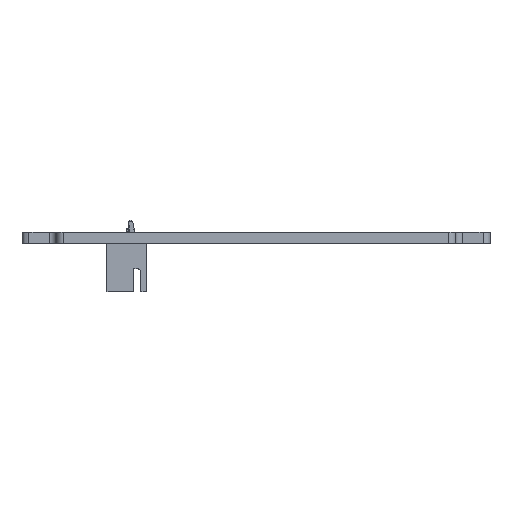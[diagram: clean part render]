
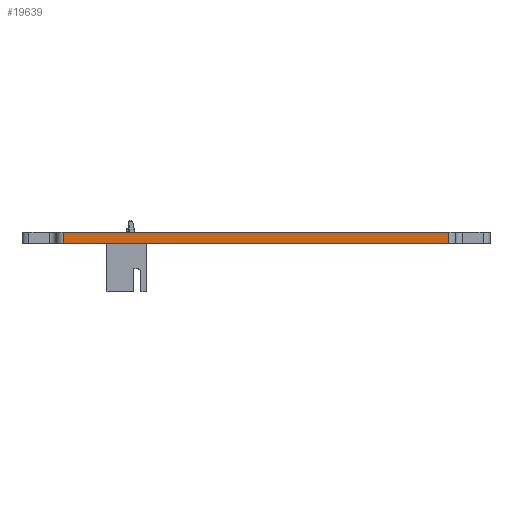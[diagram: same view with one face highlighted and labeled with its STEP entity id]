
A CAD part, front view. The second image highlights one B-rep face of the part: STEP entity #19639.
In plain terms, the highlighted planar face has unit normal (0, -1, 0).
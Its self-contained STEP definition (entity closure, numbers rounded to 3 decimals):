
#18079 = PLANE('',#18080);
#18080 = AXIS2_PLACEMENT_3D('',#18081,#18082,#18083);
#18081 = CARTESIAN_POINT('',(166.5,-47.052,1.6));
#18082 = DIRECTION('',(0.,0.,1.));
#18083 = DIRECTION('',(1.,0.,-0.));
#18133 = PLANE('',#18134);
#18134 = AXIS2_PLACEMENT_3D('',#18135,#18136,#18137);
#18135 = CARTESIAN_POINT('',(166.5,-47.052,0.));
#18136 = DIRECTION('',(0.,0.,1.));
#18137 = DIRECTION('',(1.,0.,-0.));
#18444 = VERTEX_POINT('',#18445);
#18445 = CARTESIAN_POINT('',(138.5,-78.5,0.));
#18460 = CYLINDRICAL_SURFACE('',#18461,1.);
#18461 = AXIS2_PLACEMENT_3D('',#18462,#18463,#18464);
#18462 = CARTESIAN_POINT('',(138.5,-77.5,0.));
#18463 = DIRECTION('',(-0.,-0.,-1.));
#18464 = DIRECTION('',(1.,0.,-0.));
#18472 = EDGE_CURVE('',#18444,#18473,#18475,.T.);
#18473 = VERTEX_POINT('',#18474);
#18474 = CARTESIAN_POINT('',(194.5,-78.5,0.));
#18475 = SURFACE_CURVE('',#18476,(#18480,#18487),.PCURVE_S1.);
#18476 = LINE('',#18477,#18478);
#18477 = CARTESIAN_POINT('',(138.5,-78.5,0.));
#18478 = VECTOR('',#18479,1.);
#18479 = DIRECTION('',(1.,0.,0.));
#18480 = PCURVE('',#18133,#18481);
#18481 = DEFINITIONAL_REPRESENTATION('',(#18482),#18486);
#18482 = LINE('',#18483,#18484);
#18483 = CARTESIAN_POINT('',(-28.,-31.448));
#18484 = VECTOR('',#18485,1.);
#18485 = DIRECTION('',(1.,0.));
#18486 = ( GEOMETRIC_REPRESENTATION_CONTEXT(2) 
PARAMETRIC_REPRESENTATION_CONTEXT() REPRESENTATION_CONTEXT('2D SPACE',''
  ) );
#18487 = PCURVE('',#18488,#18493);
#18488 = PLANE('',#18489);
#18489 = AXIS2_PLACEMENT_3D('',#18490,#18491,#18492);
#18490 = CARTESIAN_POINT('',(138.5,-78.5,0.));
#18491 = DIRECTION('',(0.,1.,0.));
#18492 = DIRECTION('',(1.,0.,0.));
#18493 = DEFINITIONAL_REPRESENTATION('',(#18494),#18498);
#18494 = LINE('',#18495,#18496);
#18495 = CARTESIAN_POINT('',(0.,0.));
#18496 = VECTOR('',#18497,1.);
#18497 = DIRECTION('',(1.,0.));
#18498 = ( GEOMETRIC_REPRESENTATION_CONTEXT(2) 
PARAMETRIC_REPRESENTATION_CONTEXT() REPRESENTATION_CONTEXT('2D SPACE',''
  ) );
#18517 = CYLINDRICAL_SURFACE('',#18518,1.);
#18518 = AXIS2_PLACEMENT_3D('',#18519,#18520,#18521);
#18519 = CARTESIAN_POINT('',(194.5,-77.5,0.));
#18520 = DIRECTION('',(-0.,-0.,-1.));
#18521 = DIRECTION('',(1.,0.,-0.));
#18974 = VERTEX_POINT('',#18975);
#18975 = CARTESIAN_POINT('',(138.5,-78.5,1.6));
#18997 = EDGE_CURVE('',#18974,#18998,#19000,.T.);
#18998 = VERTEX_POINT('',#18999);
#18999 = CARTESIAN_POINT('',(194.5,-78.5,1.6));
#19000 = SURFACE_CURVE('',#19001,(#19005,#19012),.PCURVE_S1.);
#19001 = LINE('',#19002,#19003);
#19002 = CARTESIAN_POINT('',(138.5,-78.5,1.6));
#19003 = VECTOR('',#19004,1.);
#19004 = DIRECTION('',(1.,0.,0.));
#19005 = PCURVE('',#18079,#19006);
#19006 = DEFINITIONAL_REPRESENTATION('',(#19007),#19011);
#19007 = LINE('',#19008,#19009);
#19008 = CARTESIAN_POINT('',(-28.,-31.448));
#19009 = VECTOR('',#19010,1.);
#19010 = DIRECTION('',(1.,0.));
#19011 = ( GEOMETRIC_REPRESENTATION_CONTEXT(2) 
PARAMETRIC_REPRESENTATION_CONTEXT() REPRESENTATION_CONTEXT('2D SPACE',''
  ) );
#19012 = PCURVE('',#18488,#19013);
#19013 = DEFINITIONAL_REPRESENTATION('',(#19014),#19018);
#19014 = LINE('',#19015,#19016);
#19015 = CARTESIAN_POINT('',(0.,-1.6));
#19016 = VECTOR('',#19017,1.);
#19017 = DIRECTION('',(1.,0.));
#19018 = ( GEOMETRIC_REPRESENTATION_CONTEXT(2) 
PARAMETRIC_REPRESENTATION_CONTEXT() REPRESENTATION_CONTEXT('2D SPACE',''
  ) );
#19589 = EDGE_CURVE('',#18473,#18998,#19590,.T.);
#19590 = SURFACE_CURVE('',#19591,(#19595,#19602),.PCURVE_S1.);
#19591 = LINE('',#19592,#19593);
#19592 = CARTESIAN_POINT('',(194.5,-78.5,0.));
#19593 = VECTOR('',#19594,1.);
#19594 = DIRECTION('',(0.,0.,1.));
#19595 = PCURVE('',#18517,#19596);
#19596 = DEFINITIONAL_REPRESENTATION('',(#19597),#19601);
#19597 = LINE('',#19598,#19599);
#19598 = CARTESIAN_POINT('',(-4.712,0.));
#19599 = VECTOR('',#19600,1.);
#19600 = DIRECTION('',(-0.,-1.));
#19601 = ( GEOMETRIC_REPRESENTATION_CONTEXT(2) 
PARAMETRIC_REPRESENTATION_CONTEXT() REPRESENTATION_CONTEXT('2D SPACE',''
  ) );
#19602 = PCURVE('',#18488,#19603);
#19603 = DEFINITIONAL_REPRESENTATION('',(#19604),#19608);
#19604 = LINE('',#19605,#19606);
#19605 = CARTESIAN_POINT('',(56.,0.));
#19606 = VECTOR('',#19607,1.);
#19607 = DIRECTION('',(0.,-1.));
#19608 = ( GEOMETRIC_REPRESENTATION_CONTEXT(2) 
PARAMETRIC_REPRESENTATION_CONTEXT() REPRESENTATION_CONTEXT('2D SPACE',''
  ) );
#19618 = EDGE_CURVE('',#18444,#18974,#19619,.T.);
#19619 = SURFACE_CURVE('',#19620,(#19624,#19631),.PCURVE_S1.);
#19620 = LINE('',#19621,#19622);
#19621 = CARTESIAN_POINT('',(138.5,-78.5,0.));
#19622 = VECTOR('',#19623,1.);
#19623 = DIRECTION('',(0.,0.,1.));
#19624 = PCURVE('',#18460,#19625);
#19625 = DEFINITIONAL_REPRESENTATION('',(#19626),#19630);
#19626 = LINE('',#19627,#19628);
#19627 = CARTESIAN_POINT('',(-4.712,0.));
#19628 = VECTOR('',#19629,1.);
#19629 = DIRECTION('',(-0.,-1.));
#19630 = ( GEOMETRIC_REPRESENTATION_CONTEXT(2) 
PARAMETRIC_REPRESENTATION_CONTEXT() REPRESENTATION_CONTEXT('2D SPACE',''
  ) );
#19631 = PCURVE('',#18488,#19632);
#19632 = DEFINITIONAL_REPRESENTATION('',(#19633),#19637);
#19633 = LINE('',#19634,#19635);
#19634 = CARTESIAN_POINT('',(0.,0.));
#19635 = VECTOR('',#19636,1.);
#19636 = DIRECTION('',(0.,-1.));
#19637 = ( GEOMETRIC_REPRESENTATION_CONTEXT(2) 
PARAMETRIC_REPRESENTATION_CONTEXT() REPRESENTATION_CONTEXT('2D SPACE',''
  ) );
#19639 = ADVANCED_FACE('',(#19640),#18488,.F.);
#19640 = FACE_BOUND('',#19641,.F.);
#19641 = EDGE_LOOP('',(#19642,#19643,#19644,#19645));
#19642 = ORIENTED_EDGE('',*,*,#19618,.T.);
#19643 = ORIENTED_EDGE('',*,*,#18997,.T.);
#19644 = ORIENTED_EDGE('',*,*,#19589,.F.);
#19645 = ORIENTED_EDGE('',*,*,#18472,.F.);
